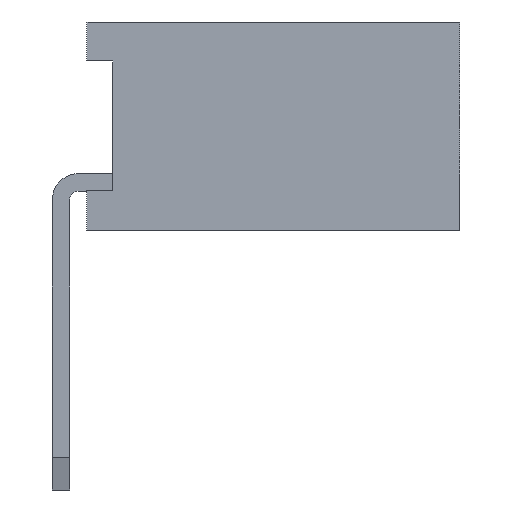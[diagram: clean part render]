
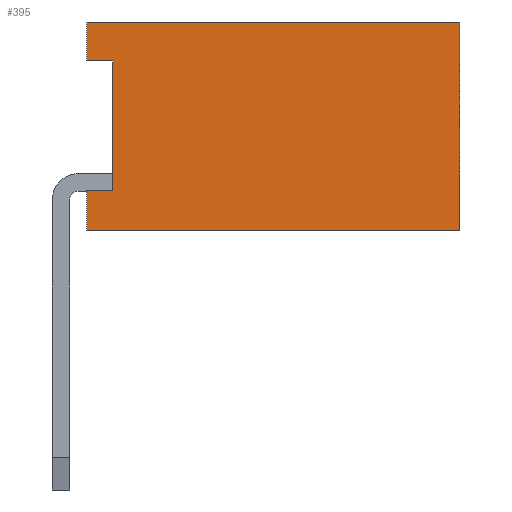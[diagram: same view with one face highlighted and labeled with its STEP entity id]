
A CAD part, left-side view. The second image highlights one B-rep face of the part: STEP entity #395.
In plain terms, the highlighted planar face has unit normal (-1, 0, 0).
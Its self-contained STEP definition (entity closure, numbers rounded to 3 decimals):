
#395=ADVANCED_FACE('',(#16264),#16266,.T.);
#16264=FACE_BOUND('',#16265,.T.);
#16265=EDGE_LOOP('',(#28919,#28920,#28921,#28922,#28923,#28924,#28925,#28926));
#16266=PLANE('',#16267);
#16267=AXIS2_PLACEMENT_3D('',#16268,#16269,#16270);
#16268=CARTESIAN_POINT('',(-1.,-4.6,0.));
#16269=DIRECTION('',(-1.,0.,0.));
#16270=DIRECTION('',(0.,0.,1.));
#28919=ORIENTED_EDGE('',*,*,#38393,.T.);
#28920=ORIENTED_EDGE('',*,*,#38513,.T.);
#28921=ORIENTED_EDGE('',*,*,#38278,.T.);
#28922=ORIENTED_EDGE('',*,*,#38512,.F.);
#28923=ORIENTED_EDGE('',*,*,#38514,.F.);
#28924=ORIENTED_EDGE('',*,*,#38515,.T.);
#28925=ORIENTED_EDGE('',*,*,#38516,.T.);
#28926=ORIENTED_EDGE('',*,*,#38507,.F.);
#38278=EDGE_CURVE('',#43083,#43080,#43084,.F.);
#38393=EDGE_CURVE('',#43313,#43311,#43314,.F.);
#38507=EDGE_CURVE('',#43313,#43534,#43535,.T.);
#38512=EDGE_CURVE('',#43541,#43080,#43543,.T.);
#38513=EDGE_CURVE('',#43311,#43083,#43544,.T.);
#38514=EDGE_CURVE('',#43545,#43541,#43546,.T.);
#38515=EDGE_CURVE('',#43545,#43547,#43548,.T.);
#38516=EDGE_CURVE('',#43547,#43534,#43549,.T.);
#43080=VERTEX_POINT('',#50977);
#43083=VERTEX_POINT('',#50982);
#43084=LINE('',#50983,#50984);
#43311=VERTEX_POINT('',#51438);
#43313=VERTEX_POINT('',#51442);
#43314=LINE('',#51443,#51444);
#43534=VERTEX_POINT('',#51891);
#43535=LINE('',#51892,#51893);
#43541=VERTEX_POINT('',#51906);
#43543=LINE('',#51910,#51911);
#43544=LINE('',#51913,#51914);
#43545=VERTEX_POINT('',#51916);
#43546=LINE('',#51917,#51918);
#43547=VERTEX_POINT('',#51920);
#43548=LINE('',#51921,#51922);
#43549=LINE('',#51924,#51925);
#50977=CARTESIAN_POINT('',(-1.,-0.3,0.45));
#50982=CARTESIAN_POINT('',(-1.,-0.6,0.45));
#50983=CARTESIAN_POINT('',(-1.,-0.3,0.45));
#50984=VECTOR('',#50985,1.);
#50985=DIRECTION('',(0.,-1.,0.));
#51438=CARTESIAN_POINT('',(-1.,-0.6,1.95));
#51442=CARTESIAN_POINT('',(-1.,-0.3,1.95));
#51443=CARTESIAN_POINT('',(-1.,-0.6,1.95));
#51444=VECTOR('',#51445,1.);
#51445=DIRECTION('',(0.,1.,0.));
#51891=CARTESIAN_POINT('',(-1.,-0.3,2.4));
#51892=CARTESIAN_POINT('',(-1.,-0.3,1.95));
#51893=VECTOR('',#51894,1.);
#51894=DIRECTION('',(0.,0.,1.));
#51906=CARTESIAN_POINT('',(-1.,-0.3,0.));
#51910=CARTESIAN_POINT('',(-1.,-0.3,0.));
#51911=VECTOR('',#51912,1.);
#51912=DIRECTION('',(0.,0.,1.));
#51913=CARTESIAN_POINT('',(-1.,-0.6,1.95));
#51914=VECTOR('',#51915,1.);
#51915=DIRECTION('',(0.,0.,-1.));
#51916=CARTESIAN_POINT('',(-1.,-4.6,0.));
#51917=CARTESIAN_POINT('',(-1.,-4.6,0.));
#51918=VECTOR('',#51919,1.);
#51919=DIRECTION('',(0.,1.,0.));
#51920=CARTESIAN_POINT('',(-1.,-4.6,2.4));
#51921=CARTESIAN_POINT('',(-1.,-4.6,0.));
#51922=VECTOR('',#51923,1.);
#51923=DIRECTION('',(0.,0.,1.));
#51924=CARTESIAN_POINT('',(-1.,-4.6,2.4));
#51925=VECTOR('',#51926,1.);
#51926=DIRECTION('',(0.,1.,0.));
